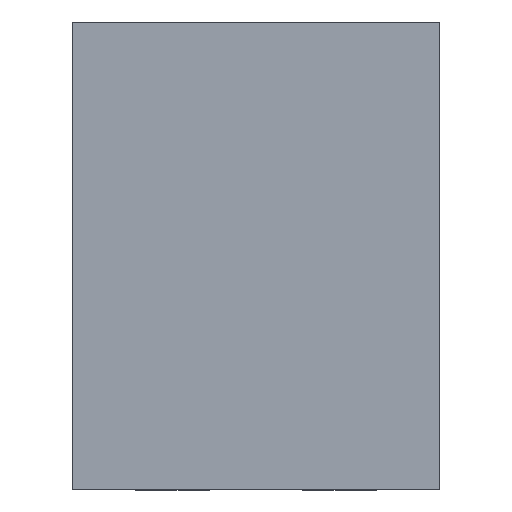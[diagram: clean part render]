
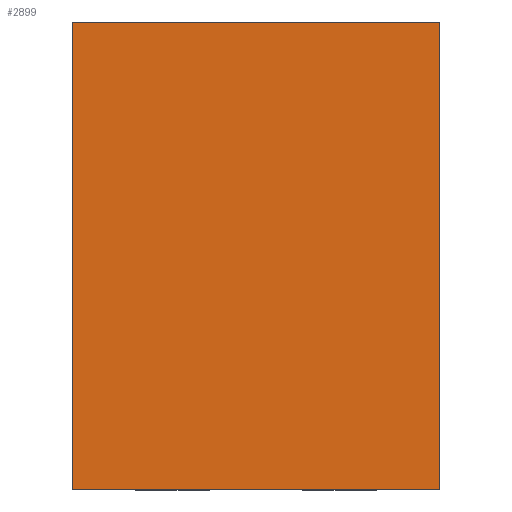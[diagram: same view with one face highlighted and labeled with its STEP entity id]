
A CAD part, top view. The second image highlights one B-rep face of the part: STEP entity #2899.
In plain terms, the highlighted face is planar.
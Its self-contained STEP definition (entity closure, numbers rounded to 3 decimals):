
#183 = ORIENTED_EDGE ( 'NONE', *, *, #2837, .T. ) ;
#212 = CARTESIAN_POINT ( 'NONE',  ( -0.7, 0.33, -0.55 ) ) ;
#228 = LINE ( 'NONE', #810, #1705 ) ;
#360 = DIRECTION ( 'NONE',  ( 0., 0., 1. ) ) ;
#375 = EDGE_CURVE ( 'NONE', #388, #1238, #2106, .T. ) ;
#388 = VERTEX_POINT ( 'NONE', #2410 ) ;
#480 = PLANE ( 'NONE',  #1763 ) ;
#593 = CARTESIAN_POINT ( 'NONE',  ( 0.7, 0.33, -0.55 ) ) ;
#635 = DIRECTION ( 'NONE',  ( 0., 0., -1. ) ) ;
#810 = CARTESIAN_POINT ( 'NONE',  ( 0., 0.33, -0.55 ) ) ;
#921 = CARTESIAN_POINT ( 'NONE',  ( -0.7, 0.33, 0. ) ) ;
#984 = EDGE_LOOP ( 'NONE', ( #183, #1731, #2438, #3565 ) ) ;
#1035 = VERTEX_POINT ( 'NONE', #212 ) ;
#1238 = VERTEX_POINT ( 'NONE', #593 ) ;
#1409 = VERTEX_POINT ( 'NONE', #3740 ) ;
#1426 = VECTOR ( 'NONE', #635, 1000. ) ;
#1663 = DIRECTION ( 'NONE',  ( 0., 0., 1. ) ) ;
#1705 = VECTOR ( 'NONE', #3199, 1000. ) ;
#1731 = ORIENTED_EDGE ( 'NONE', *, *, #3385, .T. ) ;
#1763 = AXIS2_PLACEMENT_3D ( 'NONE', #2241, #3440, #1663 ) ;
#1788 = EDGE_CURVE ( 'NONE', #1409, #388, #2411, .T. ) ;
#1793 = CARTESIAN_POINT ( 'NONE',  ( 0.7, 0.33, 0. ) ) ;
#2013 = VECTOR ( 'NONE', #360, 1000. ) ;
#2106 = LINE ( 'NONE', #1793, #1426 ) ;
#2136 = VECTOR ( 'NONE', #2994, 1000. ) ;
#2140 = LINE ( 'NONE', #921, #2013 ) ;
#2146 = CARTESIAN_POINT ( 'NONE',  ( 0., 0.33, 0.55 ) ) ;
#2241 = CARTESIAN_POINT ( 'NONE',  ( 0., 0.33, 0. ) ) ;
#2410 = CARTESIAN_POINT ( 'NONE',  ( 0.7, 0.33, 0.55 ) ) ;
#2411 = LINE ( 'NONE', #2146, #2136 ) ;
#2438 = ORIENTED_EDGE ( 'NONE', *, *, #1788, .T. ) ;
#2544 = FACE_OUTER_BOUND ( 'NONE', #984, .T. ) ;
#2837 = EDGE_CURVE ( 'NONE', #1238, #1035, #228, .T. ) ;
#2899 = ADVANCED_FACE ( 'NONE', ( #2544 ), #480, .T. ) ;
#2994 = DIRECTION ( 'NONE',  ( 1., 0., 0. ) ) ;
#3199 = DIRECTION ( 'NONE',  ( -1., 0., 0. ) ) ;
#3385 = EDGE_CURVE ( 'NONE', #1035, #1409, #2140, .T. ) ;
#3440 = DIRECTION ( 'NONE',  ( 0., 1., 0. ) ) ;
#3565 = ORIENTED_EDGE ( 'NONE', *, *, #375, .T. ) ;
#3740 = CARTESIAN_POINT ( 'NONE',  ( -0.7, 0.33, 0.55 ) ) ;
